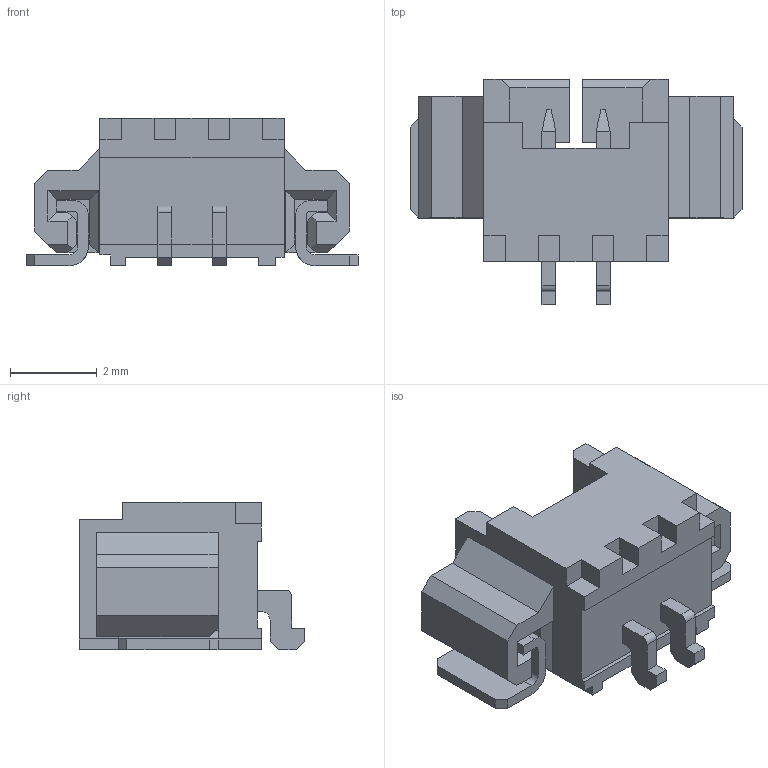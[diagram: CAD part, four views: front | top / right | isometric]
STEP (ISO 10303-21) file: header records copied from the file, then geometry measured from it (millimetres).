
FILE_DESCRIPTION(('FreeCAD Model'),'2;1');
FILE_NAME('SMT1.25mm-90-2.stp', '2021-01-21T15:43:46',('Author'),(''), 'Open CASCADE STEP processor 7.5','FreeCAD','Unknown');
FILE_SCHEMA(('AUTOMOTIVE_DESIGN { 1 0 10303 214 1 1 1 1 }'));
Length unit declared in the file: millimetre
Products named in the file (3): 53261-0290_1; SOLID; COMPOUND
Assembly tree (2 placements, depth 2):
  53261-0290_1
    SOLID
    COMPOUND
Bounding box: 7.65 x 5.2 x 3.4 mm (x, y, z)
Volume: 48.3 mm3; surface area: 198.4 mm2
Topology: 1 solids, 1 shells, 195 faces, 554 edges, 436 vertices
Faces by surface type: plane 183, cylinder 12
Entity records: 13466 total; most frequent: CARTESIAN_POINT 2358, DIRECTION 2022, LINE 1560, VECTOR 1560, ORIENTED_EDGE 1062, PCURVE 1062, DEFINITIONAL_REPRESENTATION 1062, EDGE_CURVE 531
